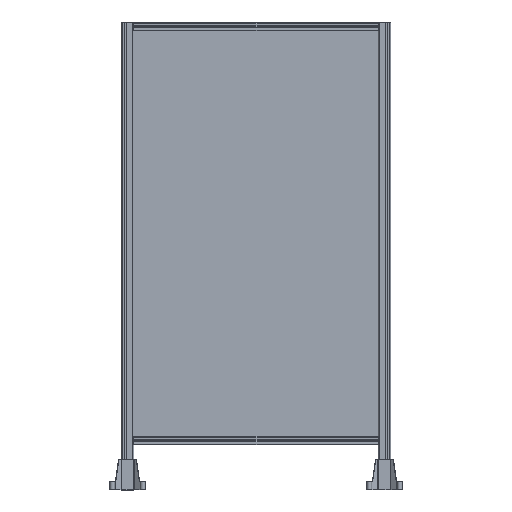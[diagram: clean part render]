
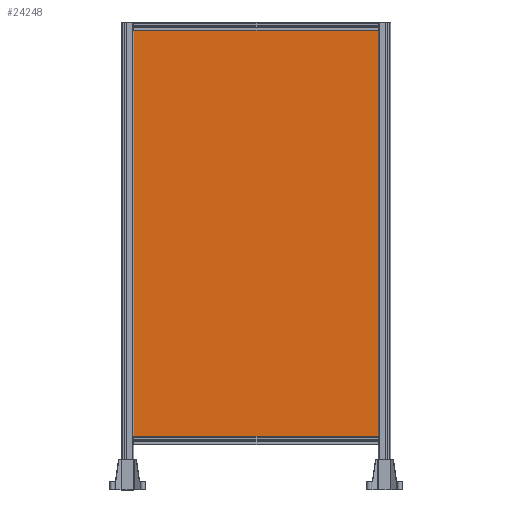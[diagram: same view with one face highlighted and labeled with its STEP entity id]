
A CAD part, front view. The second image highlights one B-rep face of the part: STEP entity #24248.
In plain terms, the highlighted planar face has unit normal (0, -1, 0).
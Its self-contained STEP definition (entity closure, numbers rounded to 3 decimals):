
#23978=CARTESIAN_POINT('',(7.5,-86.25,1136.002));
#23979=VERTEX_POINT('',#23978);
#23986=CARTESIAN_POINT('',(30.,-86.25,1136.002));
#23987=VERTEX_POINT('',#23986);
#23988=CARTESIAN_POINT('',(7.5,-86.25,1136.002));
#23989=DIRECTION('',(1.0,0.0,0.0));
#23990=VECTOR('',#23989,22.5);
#23991=LINE('',#23988,#23990);
#23992=EDGE_CURVE('',#23979,#23987,#23991,.T.);
#23994=CARTESIAN_POINT('',(1235.,-86.25,1136.002));
#23995=VERTEX_POINT('',#23994);
#24002=CARTESIAN_POINT('',(1257.5,-86.25,1136.002));
#24003=VERTEX_POINT('',#24002);
#24004=CARTESIAN_POINT('',(1235.,-86.25,1136.002));
#24005=DIRECTION('',(1.0,0.0,0.0));
#24006=VECTOR('',#24005,22.5);
#24007=LINE('',#24004,#24006);
#24008=EDGE_CURVE('',#23995,#24003,#24007,.T.);
#24032=CARTESIAN_POINT('',(7.5,-86.25,-913.998));
#24033=VERTEX_POINT('',#24032);
#24040=CARTESIAN_POINT('',(7.5,-86.25,-913.998));
#24041=DIRECTION('',(0.0,0.0,1.0));
#24042=VECTOR('',#24041,2050.);
#24043=LINE('',#24040,#24042);
#24044=EDGE_CURVE('',#24033,#23979,#24043,.T.);
#24104=CARTESIAN_POINT('',(1257.5,-86.25,-913.998));
#24105=VERTEX_POINT('',#24104);
#24106=CARTESIAN_POINT('',(1257.5,-86.25,1136.002));
#24107=DIRECTION('',(0.0,0.0,-1.0));
#24108=VECTOR('',#24107,2050.);
#24109=LINE('',#24106,#24108);
#24110=EDGE_CURVE('',#24003,#24105,#24109,.T.);
#24135=CARTESIAN_POINT('',(1235.,-86.25,-913.998));
#24136=VERTEX_POINT('',#24135);
#24137=CARTESIAN_POINT('',(1257.5,-86.25,-913.998));
#24138=DIRECTION('',(-1.0,0.0,0.0));
#24139=VECTOR('',#24138,22.5);
#24140=LINE('',#24137,#24139);
#24141=EDGE_CURVE('',#24105,#24136,#24140,.T.);
#24143=CARTESIAN_POINT('',(30.,-86.25,-913.998));
#24144=VERTEX_POINT('',#24143);
#24151=CARTESIAN_POINT('',(30.,-86.25,-913.998));
#24152=DIRECTION('',(-1.0,0.0,0.0));
#24153=VECTOR('',#24152,22.5);
#24154=LINE('',#24151,#24153);
#24155=EDGE_CURVE('',#24144,#24033,#24154,.T.);
#24191=CARTESIAN_POINT('',(632.5,-86.25,111.002));
#24192=DIRECTION('',(0.0,-1.0,0.0));
#24193=DIRECTION('',(0.0,0.0,1.0));
#24194=AXIS2_PLACEMENT_3D('',#24191,#24192,#24193);
#24195=PLANE('',#24194);
#24196=CARTESIAN_POINT('',(30.,-86.25,1110.558));
#24197=VERTEX_POINT('',#24196);
#24198=CARTESIAN_POINT('',(30.,-86.25,1110.558));
#24199=DIRECTION('',(0.0,0.0,1.0));
#24200=VECTOR('',#24199,25.444);
#24201=LINE('',#24198,#24200);
#24202=EDGE_CURVE('',#24197,#23987,#24201,.T.);
#24203=ORIENTED_EDGE('',*,*,#24202,.T.);
#24204=ORIENTED_EDGE('',*,*,#23992,.F.);
#24205=ORIENTED_EDGE('',*,*,#24044,.F.);
#24206=ORIENTED_EDGE('',*,*,#24155,.F.);
#24207=CARTESIAN_POINT('',(30.,-86.25,-888.558));
#24208=VERTEX_POINT('',#24207);
#24209=CARTESIAN_POINT('',(30.,-86.25,-913.998));
#24210=DIRECTION('',(0.0,0.0,1.0));
#24211=VECTOR('',#24210,25.44);
#24212=LINE('',#24209,#24211);
#24213=EDGE_CURVE('',#24144,#24208,#24212,.T.);
#24214=ORIENTED_EDGE('',*,*,#24213,.T.);
#24215=CARTESIAN_POINT('',(1235.,-86.25,-888.558));
#24216=VERTEX_POINT('',#24215);
#24217=CARTESIAN_POINT('',(1235.,-86.25,-888.558));
#24218=DIRECTION('',(-1.0,0.0,0.0));
#24219=VECTOR('',#24218,1205.0);
#24220=LINE('',#24217,#24219);
#24221=EDGE_CURVE('',#24216,#24208,#24220,.T.);
#24222=ORIENTED_EDGE('',*,*,#24221,.F.);
#24223=CARTESIAN_POINT('',(1235.,-86.25,-888.558));
#24224=DIRECTION('',(0.0,0.0,-1.0));
#24225=VECTOR('',#24224,25.44);
#24226=LINE('',#24223,#24225);
#24227=EDGE_CURVE('',#24216,#24136,#24226,.T.);
#24228=ORIENTED_EDGE('',*,*,#24227,.T.);
#24229=ORIENTED_EDGE('',*,*,#24141,.F.);
#24230=ORIENTED_EDGE('',*,*,#24110,.F.);
#24231=ORIENTED_EDGE('',*,*,#24008,.F.);
#24232=CARTESIAN_POINT('',(1235.,-86.25,1110.558));
#24233=VERTEX_POINT('',#24232);
#24234=CARTESIAN_POINT('',(1235.,-86.25,1136.002));
#24235=DIRECTION('',(0.0,0.0,-1.0));
#24236=VECTOR('',#24235,25.444);
#24237=LINE('',#24234,#24236);
#24238=EDGE_CURVE('',#23995,#24233,#24237,.T.);
#24239=ORIENTED_EDGE('',*,*,#24238,.T.);
#24240=CARTESIAN_POINT('',(30.,-86.25,1110.558));
#24241=DIRECTION('',(1.0,0.0,0.0));
#24242=VECTOR('',#24241,1205.0);
#24243=LINE('',#24240,#24242);
#24244=EDGE_CURVE('',#24197,#24233,#24243,.T.);
#24245=ORIENTED_EDGE('',*,*,#24244,.F.);
#24246=EDGE_LOOP('',(#24203,#24204,#24205,#24206,#24214,#24222,#24228,#24229,#24230,#24231,#24239,#24245));
#24247=FACE_OUTER_BOUND('',#24246,.T.);
#24248=ADVANCED_FACE('',(#24247),#24195,.T.);
